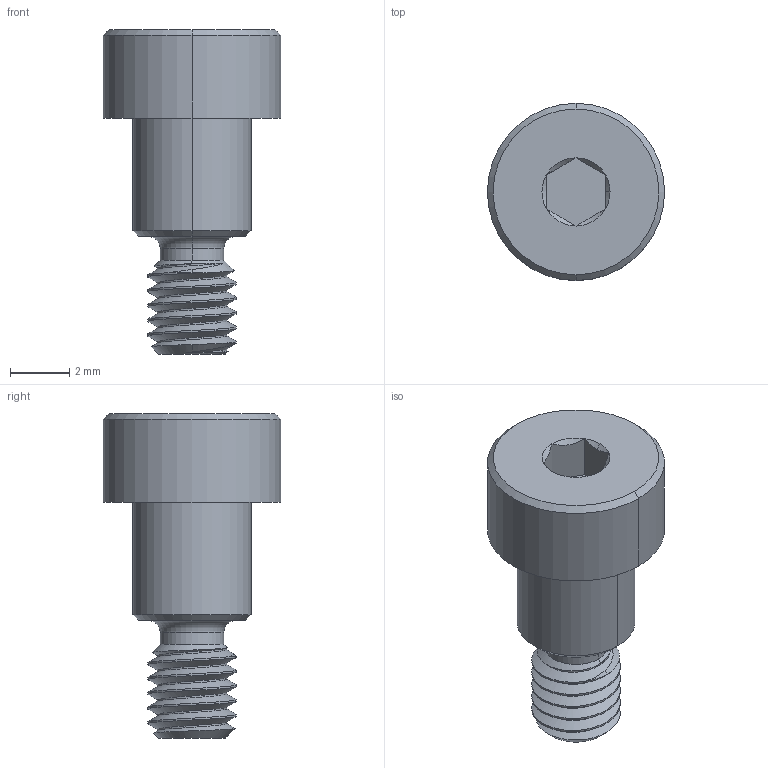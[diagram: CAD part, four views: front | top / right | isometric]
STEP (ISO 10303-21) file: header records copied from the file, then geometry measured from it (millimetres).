
FILE_DESCRIPTION (( 'STEP AP203' ), '1' );
FILE_NAME ('90278A311.STEP', '2018-01-12T16:51:13', ( '' ), ( '' ), 'SwSTEP 2.0', 'SolidWorks 2014', '' );
FILE_SCHEMA (( 'CONFIG_CONTROL_DESIGN' ));
Length unit declared in the file: millimetre
Products named in the file (1): 90278A311
Bounding box: 6 x 6 x 11 mm (x, y, z)
Volume: 150 mm3; surface area: 219.3 mm2
Topology: 1 solids, 1 shells, 50 faces, 114 edges, 69 vertices
Faces by surface type: cone 17, cylinder 17, plane 11, bspline 3, torus 2
Entity records: 2417 total; most frequent: CARTESIAN_POINT 1313, ORIENTED_EDGE 228, DIRECTION 199, EDGE_CURVE 114, AXIS2_PLACEMENT_3D 80, VERTEX_POINT 69, EDGE_LOOP 53, FACE_OUTER_BOUND 50
